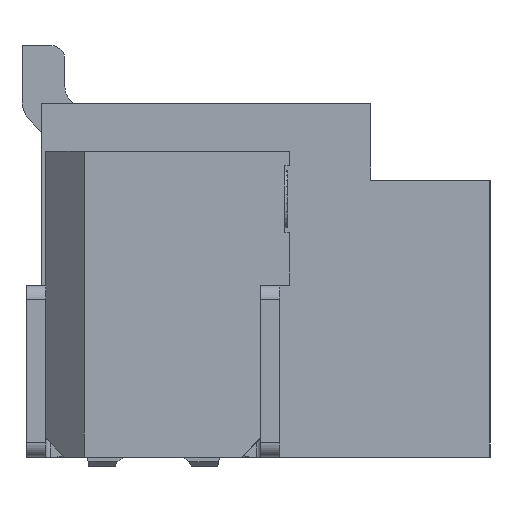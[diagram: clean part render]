
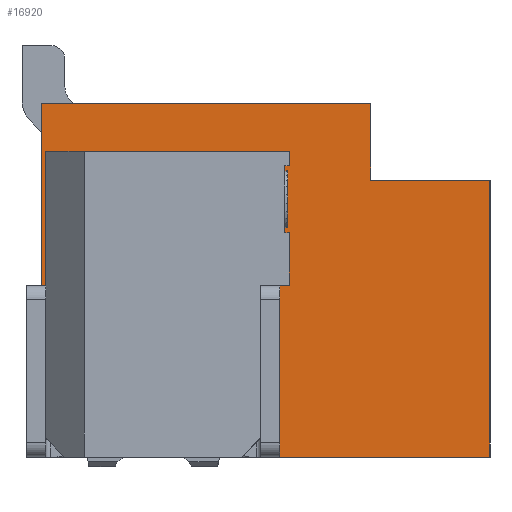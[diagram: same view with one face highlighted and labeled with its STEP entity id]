
A CAD part, left-side view. The second image highlights one B-rep face of the part: STEP entity #16920.
In plain terms, the highlighted planar face has unit normal (-1, 0, 0).
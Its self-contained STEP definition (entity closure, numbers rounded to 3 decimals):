
#5=DIRECTION('',(0.,1.,0.));
#6=VECTOR('',#5,3.45);
#7=CARTESIAN_POINT('',(-4.725,-1.45,3.7));
#8=LINE('',#7,#6);
#154=DIRECTION('',(0.,0.,1.));
#155=VECTOR('',#154,0.8);
#156=CARTESIAN_POINT('',(-4.725,-1.45,2.9));
#157=LINE('',#156,#155);
#190=DIRECTION('',(0.,0.,1.));
#191=VECTOR('',#190,2.9);
#192=CARTESIAN_POINT('',(-4.725,-2.7,0.));
#193=LINE('',#192,#191);
#310=DIRECTION('',(0.,-1.,0.));
#311=VECTOR('',#310,0.05);
#312=CARTESIAN_POINT('',(-4.725,2.,0.));
#313=LINE('',#312,#311);
#314=DIRECTION('',(0.,-1.,0.));
#315=VECTOR('',#314,2.4);
#316=CARTESIAN_POINT('',(-4.725,-0.3,0.));
#317=LINE('',#316,#315);
#5652=DIRECTION('',(0.,0.,-1.));
#5653=VECTOR('',#5652,3.7);
#5654=CARTESIAN_POINT('',(-4.725,2.,3.7));
#5655=LINE('',#5654,#5653);
#5660=DIRECTION('',(0.,-1.,0.));
#5661=VECTOR('',#5660,1.25);
#5662=CARTESIAN_POINT('',(-4.725,-1.45,2.9));
#5663=LINE('',#5662,#5661);
#5664=DIRECTION('',(0.,1.,0.));
#5665=VECTOR('',#5664,0.05);
#5666=CARTESIAN_POINT('',(-4.725,-0.6,2.35));
#5667=LINE('',#5666,#5665);
#5680=DIRECTION('',(0.,0.,1.));
#5681=VECTOR('',#5680,3.2);
#5682=CARTESIAN_POINT('',(-4.725,1.95,0.));
#5683=LINE('',#5682,#5681);
#6027=DIRECTION('',(0.,-1.,0.));
#6028=VECTOR('',#6027,2.55);
#6029=CARTESIAN_POINT('',(-4.725,1.95,3.2));
#6030=LINE('',#6029,#6028);
#6083=DIRECTION('',(0.,0.,-1.));
#6084=VECTOR('',#6083,0.15);
#6085=CARTESIAN_POINT('',(-4.725,-0.6,3.2));
#6086=LINE('',#6085,#6084);
#6087=DIRECTION('',(0.,1.,0.));
#6088=VECTOR('',#6087,0.05);
#6089=CARTESIAN_POINT('',(-4.725,-0.6,3.05));
#6090=LINE('',#6089,#6088);
#6099=DIRECTION('',(0.,0.,-1.));
#6100=VECTOR('',#6099,0.7);
#6101=CARTESIAN_POINT('',(-4.725,-0.55,3.05));
#6102=LINE('',#6101,#6100);
#6255=DIRECTION('',(0.,0.,-1.));
#6256=VECTOR('',#6255,0.55);
#6257=CARTESIAN_POINT('',(-4.725,-0.6,2.35));
#6258=LINE('',#6257,#6256);
#6276=DIRECTION('',(0.,1.,0.));
#6277=VECTOR('',#6276,0.3);
#6278=CARTESIAN_POINT('',(-4.725,-0.6,1.8));
#6279=LINE('',#6278,#6277);
#6308=DIRECTION('',(0.,0.,-1.));
#6309=VECTOR('',#6308,1.8);
#6310=CARTESIAN_POINT('',(-4.725,-0.3,1.8));
#6311=LINE('',#6310,#6309);
#7635=CARTESIAN_POINT('',(-4.725,-1.45,3.7));
#7637=VERTEX_POINT('',#7635);
#7638=CARTESIAN_POINT('',(-4.725,2.,3.7));
#7639=VERTEX_POINT('',#7638);
#7712=CARTESIAN_POINT('',(-4.725,-1.45,2.9));
#7713=VERTEX_POINT('',#7712);
#7726=CARTESIAN_POINT('',(-4.725,-2.7,2.9));
#7728=VERTEX_POINT('',#7726);
#7742=CARTESIAN_POINT('',(-4.725,-2.7,0.));
#7743=VERTEX_POINT('',#7742);
#8092=CARTESIAN_POINT('',(-4.725,2.,0.));
#8093=VERTEX_POINT('',#8092);
#8094=CARTESIAN_POINT('',(-4.725,1.95,0.));
#8095=VERTEX_POINT('',#8094);
#8096=CARTESIAN_POINT('',(-4.725,-0.3,0.));
#8097=VERTEX_POINT('',#8096);
#9346=CARTESIAN_POINT('',(-4.725,1.95,3.2));
#9347=VERTEX_POINT('',#9346);
#9348=CARTESIAN_POINT('',(-4.725,-0.3,1.8));
#9349=VERTEX_POINT('',#9348);
#9350=CARTESIAN_POINT('',(-4.725,-0.6,1.8));
#9351=VERTEX_POINT('',#9350);
#9352=CARTESIAN_POINT('',(-4.725,-0.6,2.35));
#9353=VERTEX_POINT('',#9352);
#9354=CARTESIAN_POINT('',(-4.725,-0.55,2.35));
#9355=VERTEX_POINT('',#9354);
#9356=CARTESIAN_POINT('',(-4.725,-0.55,3.05));
#9357=VERTEX_POINT('',#9356);
#9358=CARTESIAN_POINT('',(-4.725,-0.6,3.05));
#9359=VERTEX_POINT('',#9358);
#9360=CARTESIAN_POINT('',(-4.725,-0.6,3.2));
#9361=VERTEX_POINT('',#9360);
#16888=CARTESIAN_POINT('',(-4.725,-0.35,1.85));
#16889=DIRECTION('',(1.,0.,0.));
#16890=DIRECTION('',(0.,1.,0.));
#16891=AXIS2_PLACEMENT_3D('',#16888,#16889,#16890);
#16892=PLANE('',#16891);
#16894=ORIENTED_EDGE('',*,*,#16893,.F.);
#16895=ORIENTED_EDGE('',*,*,#10201,.F.);
#16896=ORIENTED_EDGE('',*,*,#16882,.F.);
#16897=ORIENTED_EDGE('',*,*,#9929,.F.);
#16898=ORIENTED_EDGE('',*,*,#10016,.F.);
#16899=ORIENTED_EDGE('',*,*,#10087,.T.);
#16900=ORIENTED_EDGE('',*,*,#10103,.F.);
#16901=ORIENTED_EDGE('',*,*,#10205,.F.);
#16903=ORIENTED_EDGE('',*,*,#16902,.F.);
#16905=ORIENTED_EDGE('',*,*,#16904,.F.);
#16907=ORIENTED_EDGE('',*,*,#16906,.F.);
#16909=ORIENTED_EDGE('',*,*,#16908,.T.);
#16911=ORIENTED_EDGE('',*,*,#16910,.F.);
#16913=ORIENTED_EDGE('',*,*,#16912,.F.);
#16915=ORIENTED_EDGE('',*,*,#16914,.F.);
#16917=ORIENTED_EDGE('',*,*,#16916,.F.);
#16918=EDGE_LOOP('',(#16894,#16895,#16896,#16897,#16898,#16899,#16900,#16901,
#16903,#16905,#16907,#16909,#16911,#16913,#16915,#16917));
#16919=FACE_OUTER_BOUND('',#16918,.F.);
#9929=EDGE_CURVE('',#7637,#7639,#8,.T.);
#10016=EDGE_CURVE('',#7713,#7637,#157,.T.);
#10087=EDGE_CURVE('',#7713,#7728,#5663,.T.);
#10103=EDGE_CURVE('',#7743,#7728,#193,.T.);
#10201=EDGE_CURVE('',#8093,#8095,#313,.T.);
#10205=EDGE_CURVE('',#8097,#7743,#317,.T.);
#16882=EDGE_CURVE('',#7639,#8093,#5655,.T.);
#16893=EDGE_CURVE('',#8095,#9347,#5683,.T.);
#16902=EDGE_CURVE('',#9349,#8097,#6311,.T.);
#16904=EDGE_CURVE('',#9351,#9349,#6279,.T.);
#16906=EDGE_CURVE('',#9353,#9351,#6258,.T.);
#16908=EDGE_CURVE('',#9353,#9355,#5667,.T.);
#16910=EDGE_CURVE('',#9357,#9355,#6102,.T.);
#16912=EDGE_CURVE('',#9359,#9357,#6090,.T.);
#16914=EDGE_CURVE('',#9361,#9359,#6086,.T.);
#16916=EDGE_CURVE('',#9347,#9361,#6030,.T.);
#16920=ADVANCED_FACE('',(#16919),#16892,.F.);
